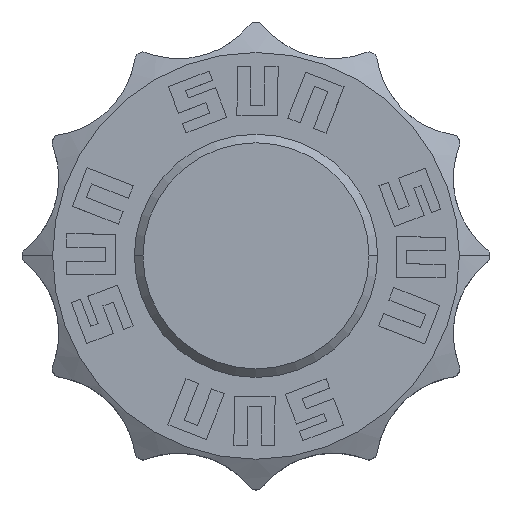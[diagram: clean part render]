
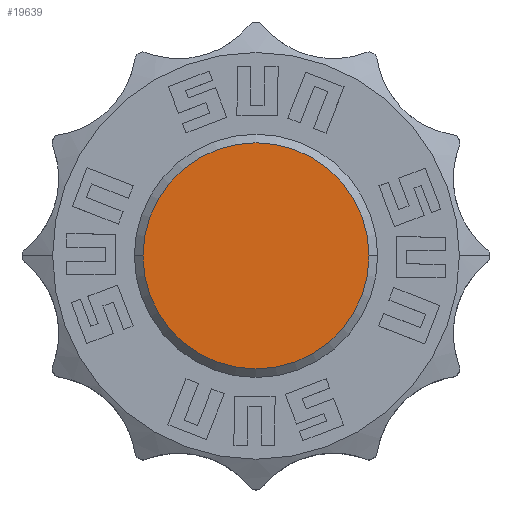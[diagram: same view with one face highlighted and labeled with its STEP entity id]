
A CAD part, top view. The second image highlights one B-rep face of the part: STEP entity #19639.
In plain terms, the highlighted planar face has unit normal (0, 0, 1).
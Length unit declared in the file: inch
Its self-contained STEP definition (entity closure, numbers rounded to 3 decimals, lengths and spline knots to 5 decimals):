
#7464=CARTESIAN_POINT('',(0.,0.,5.464));
#7465=DIRECTION('',(0.,0.,1.));
#7466=DIRECTION('',(1.,0.,0.));
#7467=AXIS2_PLACEMENT_3D('',#7464,#7465,#7466);
#7469=CARTESIAN_POINT('',(0.,0.,5.464));
#7470=DIRECTION('',(0.,0.,1.));
#7471=DIRECTION('',(-1.,0.,0.));
#7472=AXIS2_PLACEMENT_3D('',#7469,#7470,#7471);
#7875=CARTESIAN_POINT('',(0.278,0.,5.464));
#7876=CARTESIAN_POINT('',(-0.278,0.,5.464));
#7877=VERTEX_POINT('',#7875);
#7878=VERTEX_POINT('',#7876);
#19630=CARTESIAN_POINT('',(0.,0.,5.464));
#19631=DIRECTION('',(0.,0.,1.));
#19632=DIRECTION('',(-1.,0.,0.));
#19633=AXIS2_PLACEMENT_3D('',#19630,#19631,#19632);
#19634=PLANE('180',#19633);
#19635=ORIENTED_EDGE('852',*,*,#19617,.F.);
#19636=ORIENTED_EDGE('853',*,*,#19596,.F.);
#19637=EDGE_LOOP('180',(#19635,#19636));
#19638=FACE_OUTER_BOUND('180',#19637,.F.);
#7468=CIRCLE('852',#7467,0.278);
#7473=CIRCLE('853',#7472,0.278);
#19596=EDGE_CURVE('853',#7878,#7877,#7473,.T.);
#19617=EDGE_CURVE('852',#7877,#7878,#7468,.T.);
#19639=ADVANCED_FACE('180',(#19638),#19634,.T.);
